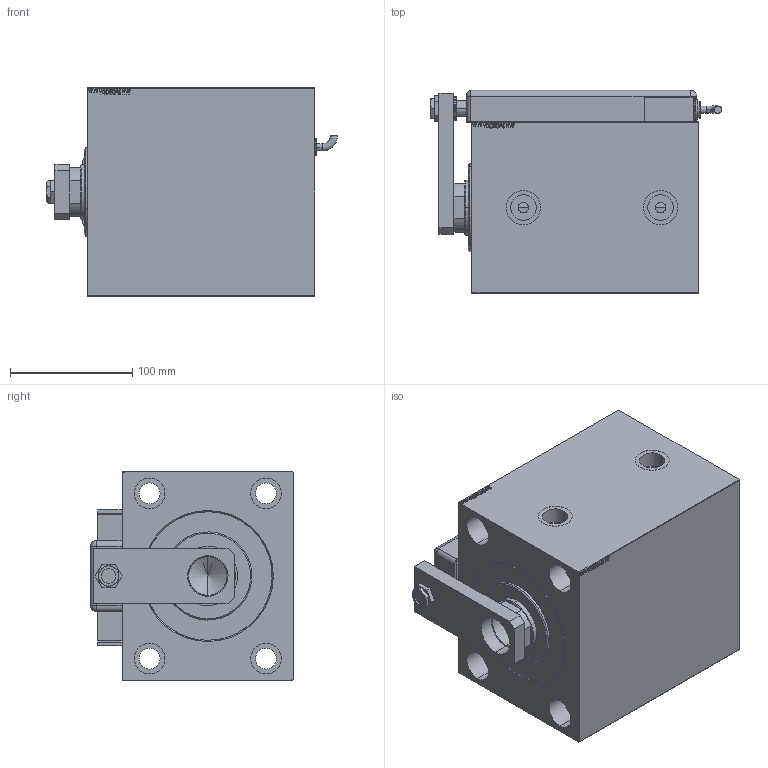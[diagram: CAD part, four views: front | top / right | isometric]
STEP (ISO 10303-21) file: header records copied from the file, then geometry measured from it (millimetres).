
FILE_DESCRIPTION (( 'STEP AP203' ), '1' );
FILE_NAME ('ddcf.STEP', '2024-02-12T07:42:35', ( '' ), ( '' ), 'SwSTEP 2.0', 'SolidWorks 2019', '' );
FILE_SCHEMA (( 'CONFIG_CONTROL_DESIGN' ));
Length unit declared in the file: millimetre
Products named in the file (13): TYC 542dc70c9adc44258cdec8acbd4e7d46; SWITCH_Q_FRONT_BACK 542dc70c9adc44258cdec8acbd4e7d46; KRYT 542dc70c9adc44258cdec8acbd4e7d46; V450CM_C_VCP 542dc70c9adc44258cdec8acbd4e7d46; SWITCH DIM A_G 542dc70c9adc44258cdec8acbd4e7d46; ZARAZKA_Q 542dc70c9adc44258cdec8acbd4e7d46; MAGNETIC SWITCH Q 542dc70c9adc44258cdec8acbd4e7d46; NUT_D19 542dc70c9adc44258cdec8acbd4e7d46; V450CM_VC_B 542dc70c9adc44258cdec8acbd4e7d46; SWITCH Q 542dc70c9adc44258cdec8acbd4e7d46; ddcf; NUT_D13 542dc70c9adc44258cdec8acbd4e7d46; V450CM_C_Body 542dc70c9adc44258cdec8acbd4e7d46
Assembly tree (13 placements, depth 3):
  ddcf
    V450CM_C_Body 542dc70c9adc44258cdec8acbd4e7d46
    V450CM_C_VCP 542dc70c9adc44258cdec8acbd4e7d46
    V450CM_VC_B 542dc70c9adc44258cdec8acbd4e7d46
    MAGNETIC SWITCH Q 542dc70c9adc44258cdec8acbd4e7d46
      SWITCH_Q_FRONT_BACK 542dc70c9adc44258cdec8acbd4e7d46
      TYC 542dc70c9adc44258cdec8acbd4e7d46
      ZARAZKA_Q 542dc70c9adc44258cdec8acbd4e7d46
      SWITCH DIM A_G 542dc70c9adc44258cdec8acbd4e7d46
      NUT_D19 542dc70c9adc44258cdec8acbd4e7d46
      NUT_D13 542dc70c9adc44258cdec8acbd4e7d46
      KRYT 542dc70c9adc44258cdec8acbd4e7d46
      SWITCH Q 542dc70c9adc44258cdec8acbd4e7d46  x2
Bounding box: 237.66 x 165.8 x 170 mm (x, y, z)
Volume: 3900149.5 mm3; surface area: 416512.7 mm2
Topology: 13 solids, 13 shells, 1249 faces, 3168 edges, 2091 vertices
Faces by surface type: plane 615, bspline 471, cylinder 117, cone 22, torus 22, sphere 2
Entity records: 59875 total; most frequent: CARTESIAN_POINT 32226, ORIENTED_EDGE 6140, DIRECTION 3886, EDGE_CURVE 3070, VERTEX_POINT 2031, VECTOR 1828, LINE 1828, EDGE_LOOP 1383
